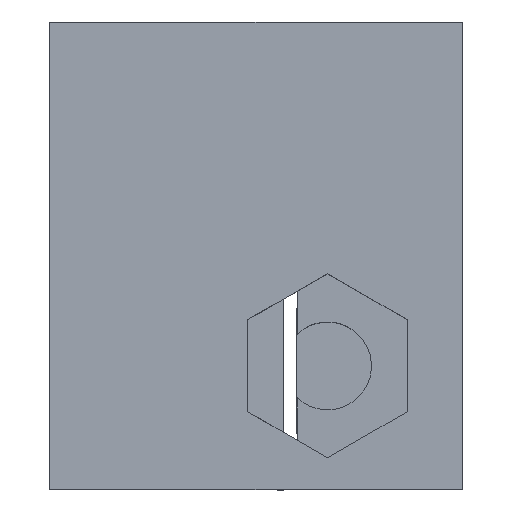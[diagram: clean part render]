
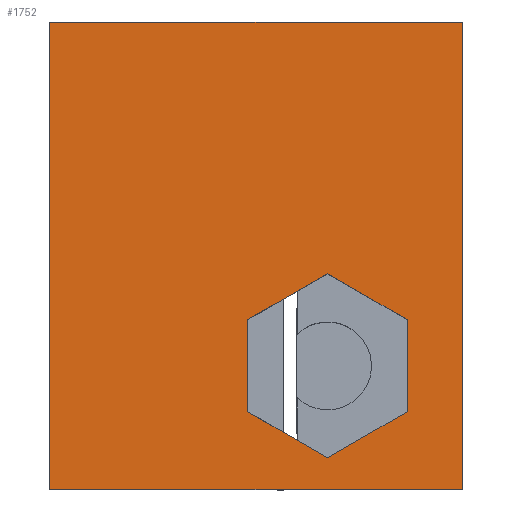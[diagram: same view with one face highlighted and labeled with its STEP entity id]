
A CAD part, top view. The second image highlights one B-rep face of the part: STEP entity #1752.
In plain terms, the highlighted planar face has unit normal (0, 0, 1).
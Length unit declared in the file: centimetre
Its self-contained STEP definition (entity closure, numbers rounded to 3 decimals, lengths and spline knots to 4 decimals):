
#215=VECTOR('',#2505,1.);
#217=VECTOR('',#2508,1.);
#222=VECTOR('',#2514,1.);
#224=VECTOR('',#2517,1.);
#226=VECTOR('',#2520,1.);
#227=VECTOR('',#2522,1.);
#302=VECTOR('',#2607,1.);
#303=VECTOR('',#2608,1.);
#304=VECTOR('',#2609,1.);
#305=VECTOR('',#2610,1.);
#442=LINE('',#2126,#215);
#444=LINE('',#2130,#217);
#449=LINE('',#2139,#222);
#451=LINE('',#2143,#224);
#453=LINE('',#2147,#226);
#454=LINE('',#2149,#227);
#529=LINE('',#2286,#302);
#530=LINE('',#2289,#303);
#531=LINE('',#2291,#304);
#532=LINE('',#2293,#305);
#596=PLANE('',#1833);
#734=VERTEX_POINT('',#2125);
#735=VERTEX_POINT('',#2127);
#736=VERTEX_POINT('',#2131);
#738=VERTEX_POINT('',#2138);
#739=VERTEX_POINT('',#2142);
#740=VERTEX_POINT('',#2146);
#794=VERTEX_POINT('',#2287);
#795=VERTEX_POINT('',#2288);
#796=VERTEX_POINT('',#2290);
#797=VERTEX_POINT('',#2292);
#927=EDGE_CURVE('',#735,#734,#442,.T.);
#929=EDGE_CURVE('',#736,#735,#444,.T.);
#934=EDGE_CURVE('',#738,#736,#449,.T.);
#936=EDGE_CURVE('',#739,#738,#451,.T.);
#938=EDGE_CURVE('',#740,#739,#453,.T.);
#939=EDGE_CURVE('',#734,#740,#454,.T.);
#1017=EDGE_CURVE('',#794,#795,#529,.T.);
#1018=EDGE_CURVE('',#796,#794,#530,.T.);
#1019=EDGE_CURVE('',#797,#796,#531,.T.);
#1020=EDGE_CURVE('',#795,#797,#532,.T.);
#1370=ORIENTED_EDGE('',*,*,#934,.T.);
#1371=ORIENTED_EDGE('',*,*,#929,.T.);
#1372=ORIENTED_EDGE('',*,*,#927,.T.);
#1373=ORIENTED_EDGE('',*,*,#939,.T.);
#1374=ORIENTED_EDGE('',*,*,#938,.T.);
#1375=ORIENTED_EDGE('',*,*,#936,.T.);
#1376=ORIENTED_EDGE('',*,*,#1017,.F.);
#1377=ORIENTED_EDGE('',*,*,#1018,.F.);
#1378=ORIENTED_EDGE('',*,*,#1019,.F.);
#1379=ORIENTED_EDGE('',*,*,#1020,.F.);
#1584=EDGE_LOOP('',(#1370,#1371,#1372,#1373,#1374,#1375));
#1585=EDGE_LOOP('',(#1376,#1377,#1378,#1379));
#1668=FACE_BOUND('',#1584,.T.);
#1669=FACE_BOUND('',#1585,.T.);
#1752=ADVANCED_FACE('',(#1668,#1669),#596,.T.);
#1833=AXIS2_PLACEMENT_3D('',#2285,#2606,$);
#2125=CARTESIAN_POINT('',(0.07,0.6174,0.3));
#2126=CARTESIAN_POINT('',(0.07,0.65,0.3));
#2127=CARTESIAN_POINT('',(0.07,0.2826,0.3));
#2130=CARTESIAN_POINT('',(0.0309,0.3051,0.3));
#2131=CARTESIAN_POINT('',(0.36,0.1151,0.3));
#2138=CARTESIAN_POINT('',(0.65,0.2826,0.3));
#2139=CARTESIAN_POINT('',(0.4941,0.1926,0.3));
#2142=CARTESIAN_POINT('',(0.65,0.6174,0.3));
#2143=CARTESIAN_POINT('',(0.65,0.65,0.3));
#2146=CARTESIAN_POINT('',(0.36,0.7849,0.3));
#2147=CARTESIAN_POINT('',(0.3209,0.8074,0.3));
#2149=CARTESIAN_POINT('',(0.2041,0.6949,0.3));
#2285=CARTESIAN_POINT('',(0.1,0.85,0.3));
#2286=CARTESIAN_POINT('',(-0.65,1.7,0.3));
#2287=CARTESIAN_POINT('',(-0.65,1.7,0.3));
#2288=CARTESIAN_POINT('',(0.85,1.7,0.3));
#2289=CARTESIAN_POINT('',(-0.65,0.,0.3));
#2290=CARTESIAN_POINT('',(-0.65,0.,0.3));
#2291=CARTESIAN_POINT('',(0.85,0.,0.3));
#2292=CARTESIAN_POINT('',(0.85,0.,0.3));
#2293=CARTESIAN_POINT('',(0.85,1.7,0.3));
#2505=DIRECTION('',(0.,1.,0.));
#2508=DIRECTION('',(-0.866,0.5,0.));
#2514=DIRECTION('',(-0.866,-0.5,0.));
#2517=DIRECTION('',(0.,-1.,0.));
#2520=DIRECTION('',(0.866,-0.5,0.));
#2522=DIRECTION('',(0.866,0.5,0.));
#2606=DIRECTION('',(0.,0.,1.));
#2607=DIRECTION('',(1.,0.,0.));
#2608=DIRECTION('',(0.,1.,0.));
#2609=DIRECTION('',(-1.,0.,0.));
#2610=DIRECTION('',(0.,-1.,0.));
